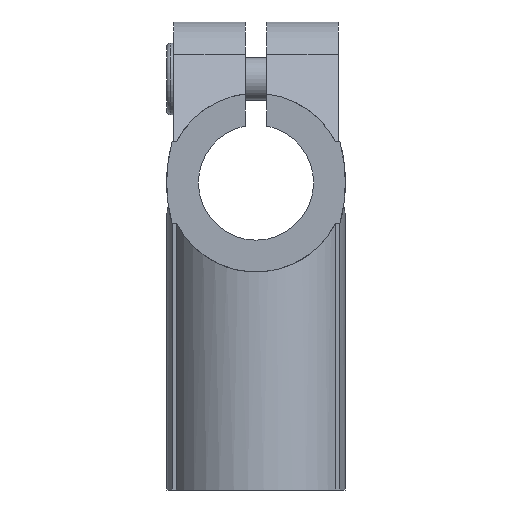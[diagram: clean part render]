
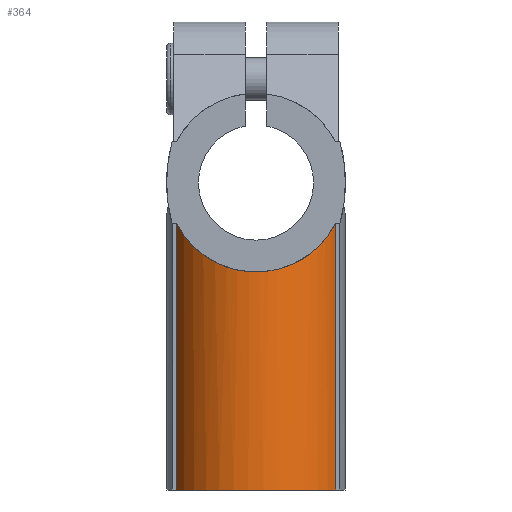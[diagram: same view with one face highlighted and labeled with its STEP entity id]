
A CAD part, front view. The second image highlights one B-rep face of the part: STEP entity #364.
In plain terms, the highlighted cylindrical face has radius 12.5 mm (diameter 25 mm), a partial arc.
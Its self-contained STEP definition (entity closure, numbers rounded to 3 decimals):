
#364 = ADVANCED_FACE( '', ( #771 ), #772, .T. );
#771 = FACE_OUTER_BOUND( '', #1197, .T. );
#772 = CYLINDRICAL_SURFACE( '', #1198, 12.5 );
#1197 = EDGE_LOOP( '', ( #2181, #2182, #2183, #2184 ) );
#1198 = AXIS2_PLACEMENT_3D( '', #2185, #2186, #2187 );
#2181 = ORIENTED_EDGE( '', *, *, #2440, .F. );
#2182 = ORIENTED_EDGE( '', *, *, #2393, .F. );
#2183 = ORIENTED_EDGE( '', *, *, #2664, .T. );
#2184 = ORIENTED_EDGE( '', *, *, #2576, .T. );
#2185 = CARTESIAN_POINT( '', ( 0., 0., -43. ) );
#2186 = DIRECTION( '', ( 0., 0., -1. ) );
#2187 = DIRECTION( '', ( 1., 0., 0. ) );
#2393 = EDGE_CURVE( '', #2828, #2824, #2830, .T. );
#2440 = EDGE_CURVE( '', #2824, #2857, #2913, .T. );
#2576 = EDGE_CURVE( '', #3137, #2857, #3138, .T. );
#2664 = EDGE_CURVE( '', #2828, #3137, #3263, .T. );
#2824 = VERTEX_POINT( '', #3463 );
#2828 = VERTEX_POINT( '', #3469 );
#2830 = LINE( '', #3472, #3473 );
#2857 = VERTEX_POINT( '', #3506 );
#2913 = ELLIPSE( '', #3577, 17.678, 12.5 );
#3137 = VERTEX_POINT( '', #3961 );
#3138 = LINE( '', #3962, #3963 );
#3263 = CIRCLE( '', #4191, 12.5 );
#3463 = CARTESIAN_POINT( '', ( -11.125, -5.7, -5.7 ) );
#3469 = CARTESIAN_POINT( '', ( -11.125, -5.7, -43. ) );
#3472 = CARTESIAN_POINT( '', ( -11.125, -5.7, -43. ) );
#3473 = VECTOR( '', #4468, 1000. );
#3506 = CARTESIAN_POINT( '', ( 11.125, -5.7, -5.7 ) );
#3577 = AXIS2_PLACEMENT_3D( '', #4535, #4536, #4537 );
#3961 = CARTESIAN_POINT( '', ( 11.125, -5.7, -43. ) );
#3962 = CARTESIAN_POINT( '', ( 11.125, -5.7, -43. ) );
#3963 = VECTOR( '', #4684, 1000. );
#4191 = AXIS2_PLACEMENT_3D( '', #4778, #4779, #4780 );
#4468 = DIRECTION( '', ( 0., 0., 1. ) );
#4535 = CARTESIAN_POINT( '', ( 0., 0., 0. ) );
#4536 = DIRECTION( '', ( 0., -0.707, 0.707 ) );
#4537 = DIRECTION( '', ( 0., -0.707, -0.707 ) );
#4684 = DIRECTION( '', ( 0., 0., 1. ) );
#4778 = CARTESIAN_POINT( '', ( 0., 0., -43. ) );
#4779 = DIRECTION( '', ( 0., 0., 1. ) );
#4780 = DIRECTION( '', ( 1., 0., 0. ) );
